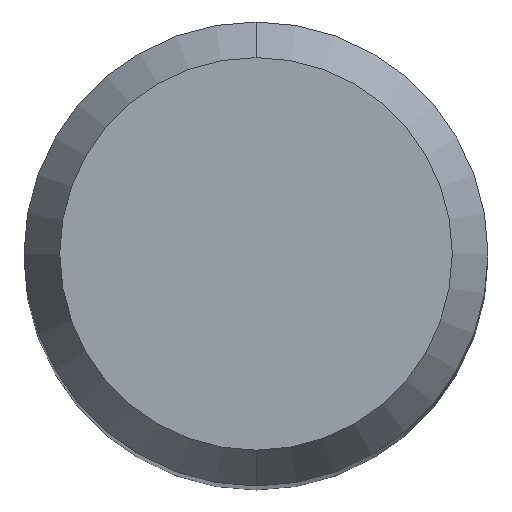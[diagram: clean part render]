
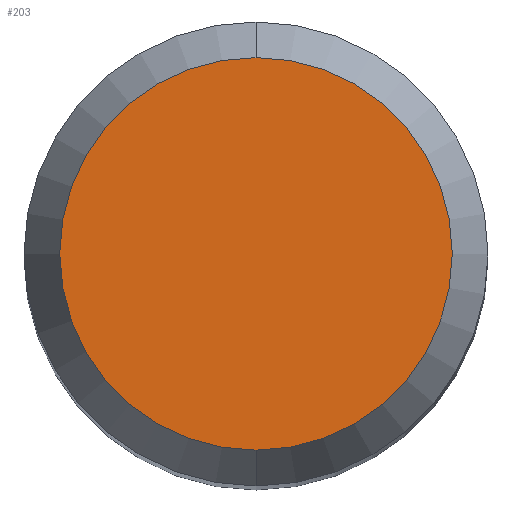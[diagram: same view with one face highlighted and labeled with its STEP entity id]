
A CAD part, top view. The second image highlights one B-rep face of the part: STEP entity #203.
In plain terms, the highlighted planar face has unit normal (0, 0, 1).
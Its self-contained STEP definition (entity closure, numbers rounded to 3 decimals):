
#203=ADVANCED_FACE('',(#486),#487,.T.);
#229=EDGE_CURVE('',#327,#247,#515,.T.);
#247=VERTEX_POINT('',#535);
#305=EDGE_CURVE('',#247,#327,#597,.T.);
#327=VERTEX_POINT('',#620);
#486=FACE_OUTER_BOUND('',#829,.T.);
#487=PLANE('',#830);
#515=CIRCLE('',#867,2.538);
#535=CARTESIAN_POINT('',(0.,-2.538,29.662));
#597=CIRCLE('',#1082,2.538);
#620=CARTESIAN_POINT('',(0.0,2.538,29.662));
#829=EDGE_LOOP('',(#1414,#1415));
#830=AXIS2_PLACEMENT_3D('',#1416,#1417,#1418);
#867=AXIS2_PLACEMENT_3D('',#1449,#1450,#1451);
#1082=AXIS2_PLACEMENT_3D('',#1534,#1535,#1536);
#1414=ORIENTED_EDGE('',*,*,#229,.F.);
#1415=ORIENTED_EDGE('',*,*,#305,.F.);
#1416=CARTESIAN_POINT('',(0.0,1.269,29.662));
#1417=DIRECTION('',(-0.0,0.0,1.0));
#1418=DIRECTION('',(0.0,-1.0,0.0));
#1449=CARTESIAN_POINT('',(0.0,0.0,29.662));
#1450=DIRECTION('',(0.0,0.0,-1.0));
#1451=DIRECTION('',(0.0,1.0,0.0));
#1534=CARTESIAN_POINT('',(0.0,0.0,29.662));
#1535=DIRECTION('',(0.0,0.0,-1.0));
#1536=DIRECTION('',(0.0,1.0,0.0));
